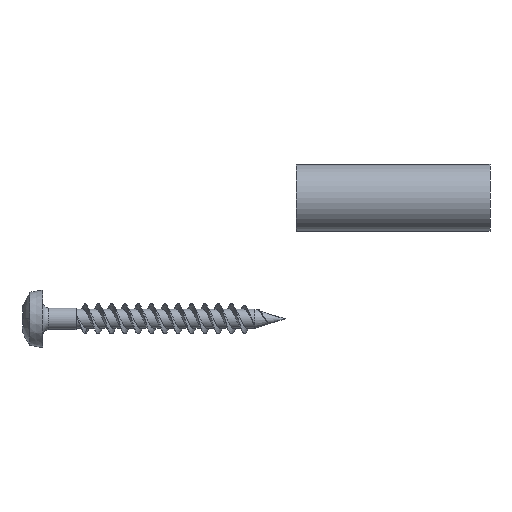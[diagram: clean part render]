
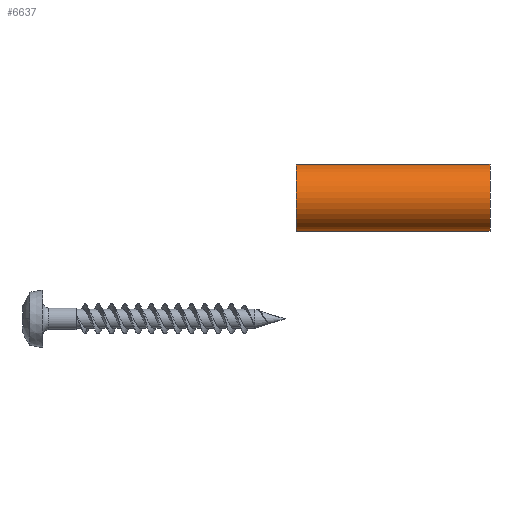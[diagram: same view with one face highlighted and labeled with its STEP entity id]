
A CAD part, left-side view. The second image highlights one B-rep face of the part: STEP entity #6637.
In plain terms, the highlighted cylindrical face has radius 5.5 mm (diameter 11 mm), a partial arc.
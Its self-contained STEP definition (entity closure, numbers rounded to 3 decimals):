
#270 = DIRECTION ( 'NONE',  ( 0., 1., 0. ) ) ;
#665 = DIRECTION ( 'NONE',  ( 0., 1., 0. ) ) ;
#737 = VECTOR ( 'NONE', #270, 1000. ) ;
#955 = ORIENTED_EDGE ( 'NONE', *, *, #6859, .F. ) ;
#1153 = CARTESIAN_POINT ( 'NONE',  ( 0., -4., 5.5 ) ) ;
#1163 = VERTEX_POINT ( 'NONE', #4401 ) ;
#1202 = FACE_OUTER_BOUND ( 'NONE', #4548, .T. ) ;
#1240 = AXIS2_PLACEMENT_3D ( 'NONE', #5554, #7064, #6642 ) ;
#1867 = CIRCLE ( 'NONE', #2982, 5.5 ) ;
#1879 = CYLINDRICAL_SURFACE ( 'NONE', #7361, 5.5 ) ;
#2333 = CARTESIAN_POINT ( 'NONE',  ( 0., -32., 0. ) ) ;
#2383 = CARTESIAN_POINT ( 'NONE',  ( 0., 0., 5.5 ) ) ;
#2454 = EDGE_CURVE ( 'NONE', #1163, #5776, #3503, .T. ) ;
#2533 = LINE ( 'NONE', #3176, #737 ) ;
#2857 = EDGE_CURVE ( 'NONE', #4683, #7566, #2533, .T. ) ;
#2982 = AXIS2_PLACEMENT_3D ( 'NONE', #2333, #3527, #3357 ) ;
#3083 = EDGE_CURVE ( 'NONE', #1163, #4683, #1867, .T. ) ;
#3176 = CARTESIAN_POINT ( 'NONE',  ( 0., -4., -5.5 ) ) ;
#3357 = DIRECTION ( 'NONE',  ( 0., 0., -1. ) ) ;
#3503 = LINE ( 'NONE', #1153, #6579 ) ;
#3527 = DIRECTION ( 'NONE',  ( 0., -1., 0. ) ) ;
#3553 = DIRECTION ( 'NONE',  ( 0., 0., 1. ) ) ;
#3628 = CARTESIAN_POINT ( 'NONE',  ( 0., -4., 0. ) ) ;
#3828 = CARTESIAN_POINT ( 'NONE',  ( 0., -32., -5.5 ) ) ;
#4363 = CIRCLE ( 'NONE', #1240, 5.5 ) ;
#4401 = CARTESIAN_POINT ( 'NONE',  ( 0., -32., 5.5 ) ) ;
#4411 = CARTESIAN_POINT ( 'NONE',  ( 0., 0., -5.5 ) ) ;
#4548 = EDGE_LOOP ( 'NONE', ( #6622, #7371, #7674, #955 ) ) ;
#4683 = VERTEX_POINT ( 'NONE', #3828 ) ;
#5554 = CARTESIAN_POINT ( 'NONE',  ( 0., 0., 0. ) ) ;
#5776 = VERTEX_POINT ( 'NONE', #2383 ) ;
#5835 = DIRECTION ( 'NONE',  ( 0., 1., 0. ) ) ;
#6579 = VECTOR ( 'NONE', #5835, 1000. ) ;
#6622 = ORIENTED_EDGE ( 'NONE', *, *, #2857, .F. ) ;
#6637 = ADVANCED_FACE ( 'NONE', ( #1202 ), #1879, .T. ) ;
#6642 = DIRECTION ( 'NONE',  ( 0., 0., 1. ) ) ;
#6859 = EDGE_CURVE ( 'NONE', #7566, #5776, #4363, .T. ) ;
#7064 = DIRECTION ( 'NONE',  ( 0., 1., 0. ) ) ;
#7361 = AXIS2_PLACEMENT_3D ( 'NONE', #3628, #665, #3553 ) ;
#7371 = ORIENTED_EDGE ( 'NONE', *, *, #3083, .F. ) ;
#7566 = VERTEX_POINT ( 'NONE', #4411 ) ;
#7674 = ORIENTED_EDGE ( 'NONE', *, *, #2454, .T. ) ;
